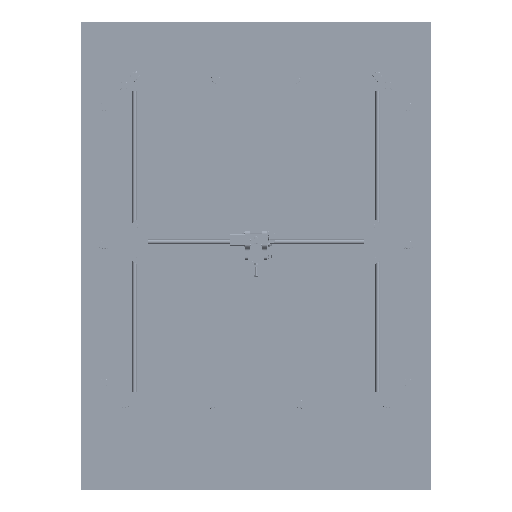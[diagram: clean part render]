
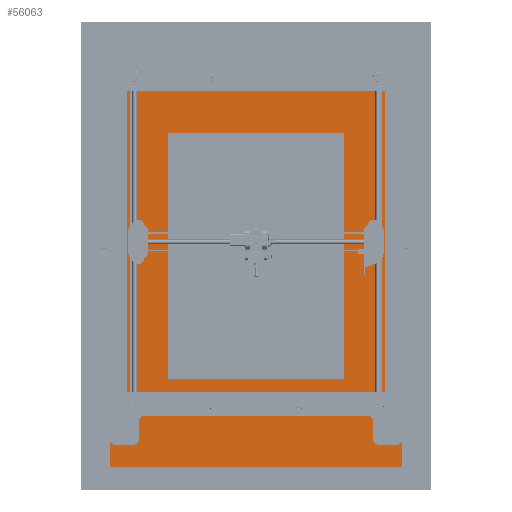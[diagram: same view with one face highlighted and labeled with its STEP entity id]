
A CAD part, top view. The second image highlights one B-rep face of the part: STEP entity #56063.
In plain terms, the highlighted face is planar.
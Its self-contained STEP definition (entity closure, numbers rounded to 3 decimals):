
#56021=AXIS2_PLACEMENT_3D('Plane Axis2P3D',#56018,#56019,#56020) ;
#55931=CARTESIAN_POINT('Vertex',(-40.,185.85,150.)) ;
#55934=CARTESIAN_POINT('Line Origine',(-40.,-24.15,150.)) ;
#55938=CARTESIAN_POINT('Vertex',(-40.,-234.15,150.)) ;
#55958=CARTESIAN_POINT('Line Origine',(-40.,-234.15,0.)) ;
#55962=CARTESIAN_POINT('Vertex',(-40.,-234.15,-150.)) ;
#55982=CARTESIAN_POINT('Line Origine',(-40.,-24.15,-150.)) ;
#55986=CARTESIAN_POINT('Vertex',(-40.,185.85,-150.)) ;
#56006=CARTESIAN_POINT('Line Origine',(-40.,185.85,0.)) ;
#56018=CARTESIAN_POINT('Axis2P3D Location',(-40.,0.,0.)) ;
#56023=CARTESIAN_POINT('Line Origine',(-40.,-59.15,250.)) ;
#56027=CARTESIAN_POINT('Vertex',(-40.,265.85,250.)) ;
#56029=CARTESIAN_POINT('Vertex',(-40.,-384.15,250.)) ;
#56032=CARTESIAN_POINT('Line Origine',(-40.,-384.15,0.)) ;
#56036=CARTESIAN_POINT('Vertex',(-40.,-384.15,-250.)) ;
#56039=CARTESIAN_POINT('Line Origine',(-40.,-59.15,-250.)) ;
#56043=CARTESIAN_POINT('Vertex',(-40.,265.85,-250.)) ;
#56046=CARTESIAN_POINT('Line Origine',(-40.,265.85,0.)) ;
#55935=DIRECTION('Vector Direction',(0.,1.,0.)) ;
#55959=DIRECTION('Vector Direction',(0.,0.,1.)) ;
#55983=DIRECTION('Vector Direction',(0.,-1.,0.)) ;
#56007=DIRECTION('Vector Direction',(0.,0.,-1.)) ;
#56019=DIRECTION('Axis2P3D Direction',(1.,0.,0.)) ;
#56020=DIRECTION('Axis2P3D XDirection',(0.,1.,0.)) ;
#56024=DIRECTION('Vector Direction',(0.,1.,0.)) ;
#56033=DIRECTION('Vector Direction',(0.,0.,1.)) ;
#56040=DIRECTION('Vector Direction',(0.,-1.,0.)) ;
#56047=DIRECTION('Vector Direction',(0.,0.,-1.)) ;
#55936=VECTOR('Line Direction',#55935,1.) ;
#55960=VECTOR('Line Direction',#55959,1.) ;
#55984=VECTOR('Line Direction',#55983,1.) ;
#56008=VECTOR('Line Direction',#56007,1.) ;
#56025=VECTOR('Line Direction',#56024,1.) ;
#56034=VECTOR('Line Direction',#56033,1.) ;
#56041=VECTOR('Line Direction',#56040,1.) ;
#56048=VECTOR('Line Direction',#56047,1.) ;
#56052=ORIENTED_EDGE('',*,*,#56031,.T.) ;
#56053=ORIENTED_EDGE('',*,*,#56038,.T.) ;
#56054=ORIENTED_EDGE('',*,*,#56045,.T.) ;
#56055=ORIENTED_EDGE('',*,*,#56050,.T.) ;
#56058=ORIENTED_EDGE('',*,*,#56010,.F.) ;
#56059=ORIENTED_EDGE('',*,*,#55988,.F.) ;
#56060=ORIENTED_EDGE('',*,*,#55964,.F.) ;
#56061=ORIENTED_EDGE('',*,*,#55940,.F.) ;
#56062=FACE_BOUND('',#56057,.T.) ;
#56063=ADVANCED_FACE('support',(#56056,#56062),#56022,.T.) ;
#55940=EDGE_CURVE('',#55932,#55939,#55937,.F.) ;
#55964=EDGE_CURVE('',#55939,#55963,#55961,.F.) ;
#55988=EDGE_CURVE('',#55963,#55987,#55985,.F.) ;
#56010=EDGE_CURVE('',#55987,#55932,#56009,.F.) ;
#56031=EDGE_CURVE('',#56028,#56030,#56026,.F.) ;
#56038=EDGE_CURVE('',#56030,#56037,#56035,.F.) ;
#56045=EDGE_CURVE('',#56037,#56044,#56042,.F.) ;
#56050=EDGE_CURVE('',#56044,#56028,#56049,.F.) ;
#56051=EDGE_LOOP('',(#56052,#56053,#56054,#56055)) ;
#56057=EDGE_LOOP('',(#56058,#56059,#56060,#56061)) ;
#56056=FACE_OUTER_BOUND('',#56051,.T.) ;
#55937=LINE('Line',#55934,#55936) ;
#55961=LINE('Line',#55958,#55960) ;
#55985=LINE('Line',#55982,#55984) ;
#56009=LINE('Line',#56006,#56008) ;
#56026=LINE('Line',#56023,#56025) ;
#56035=LINE('Line',#56032,#56034) ;
#56042=LINE('Line',#56039,#56041) ;
#56049=LINE('Line',#56046,#56048) ;
#56022=PLANE('Plane',#56021) ;
#55932=VERTEX_POINT('',#55931) ;
#55939=VERTEX_POINT('',#55938) ;
#55963=VERTEX_POINT('',#55962) ;
#55987=VERTEX_POINT('',#55986) ;
#56028=VERTEX_POINT('',#56027) ;
#56030=VERTEX_POINT('',#56029) ;
#56037=VERTEX_POINT('',#56036) ;
#56044=VERTEX_POINT('',#56043) ;
